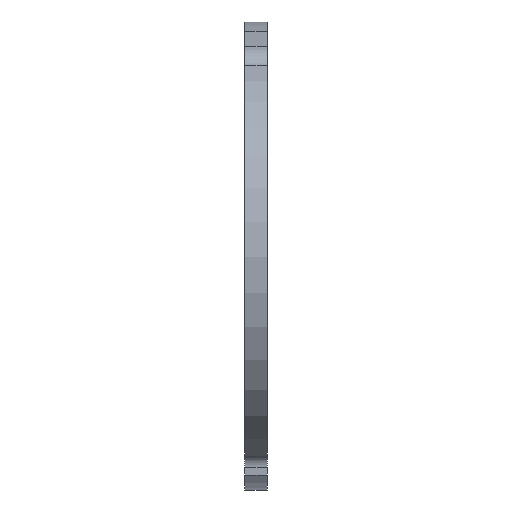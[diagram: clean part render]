
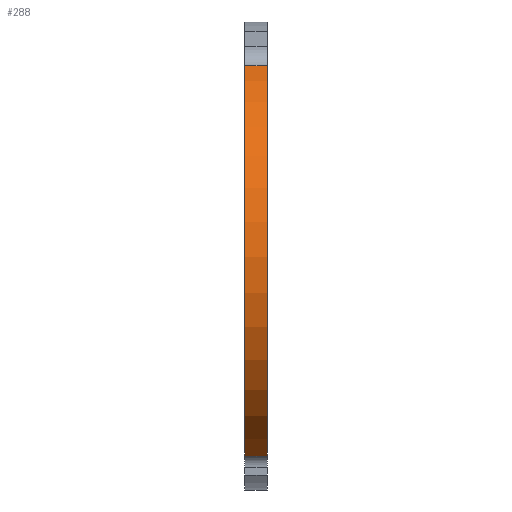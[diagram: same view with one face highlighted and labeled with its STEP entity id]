
A CAD part, left-side view. The second image highlights one B-rep face of the part: STEP entity #288.
In plain terms, the highlighted cylindrical face has radius 11.125 mm (diameter 22.25 mm), a partial arc.
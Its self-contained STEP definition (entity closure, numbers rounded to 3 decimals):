
#2 = EDGE_CURVE ( 'NONE', #65, #94, #339, .T. ) ;
#23 = VERTEX_POINT ( 'NONE', #530 ) ;
#32 = VERTEX_POINT ( 'NONE', #355 ) ;
#65 = VERTEX_POINT ( 'NONE', #461 ) ;
#94 = VERTEX_POINT ( 'NONE', #496 ) ;
#149 = EDGE_CURVE ( 'NONE', #32, #23, #678, .T. ) ;
#233 = EDGE_CURVE ( 'NONE', #94, #23, #613, .T. ) ;
#261 = ORIENTED_EDGE ( 'NONE', *, *, #2, .T. ) ;
#265 = ORIENTED_EDGE ( 'NONE', *, *, #149, .F. ) ;
#286 = EDGE_LOOP ( 'NONE', ( #287, #261, #291, #265 ) ) ;
#287 = ORIENTED_EDGE ( 'NONE', *, *, #294, .F. ) ;
#288 = ADVANCED_FACE ( 'NONE', ( #596 ), #602, .T. ) ;
#291 = ORIENTED_EDGE ( 'NONE', *, *, #233, .T. ) ;
#294 = EDGE_CURVE ( 'NONE', #65, #32, #587, .T. ) ;
#338 = AXIS2_PLACEMENT_3D ( 'NONE', #441, #440, #439 ) ;
#339 = CIRCLE ( 'NONE', #338, 11.125 ) ;
#355 = CARTESIAN_POINT ( 'NONE',  ( -4.113, 0., 9.962 ) ) ;
#439 = DIRECTION ( 'NONE',  ( 0., 0., 1. ) ) ;
#440 = DIRECTION ( 'NONE',  ( 0., -1., 0. ) ) ;
#441 = CARTESIAN_POINT ( 'NONE',  ( 0., 1.2, -0.375 ) ) ;
#461 = CARTESIAN_POINT ( 'NONE',  ( -4.113, 1.2, 9.962 ) ) ;
#496 = CARTESIAN_POINT ( 'NONE',  ( -4.669, 1.2, -10.473 ) ) ;
#530 = CARTESIAN_POINT ( 'NONE',  ( -4.669, 0., -10.473 ) ) ;
#577 = DIRECTION ( 'NONE',  ( 0., 0., 1. ) ) ;
#578 = DIRECTION ( 'NONE',  ( 0., -1., 0. ) ) ;
#579 = CARTESIAN_POINT ( 'NONE',  ( 0., 0., -0.375 ) ) ;
#583 = DIRECTION ( 'NONE',  ( 0., -1., 0. ) ) ;
#587 = LINE ( 'NONE', #590, #713 ) ;
#588 = DIRECTION ( 'NONE',  ( 0., 0., -1. ) ) ;
#589 = DIRECTION ( 'NONE',  ( 0., -1., 0. ) ) ;
#590 = CARTESIAN_POINT ( 'NONE',  ( -4.113, 43.854, 9.962 ) ) ;
#595 = CARTESIAN_POINT ( 'NONE',  ( 0., 43.854, -0.375 ) ) ;
#596 = FACE_OUTER_BOUND ( 'NONE', #286, .T. ) ;
#602 = CYLINDRICAL_SURFACE ( 'NONE', #717, 11.125 ) ;
#610 = DIRECTION ( 'NONE',  ( 0., -1., 0. ) ) ;
#611 = VECTOR ( 'NONE', #610, 1000. ) ;
#612 = CARTESIAN_POINT ( 'NONE',  ( -4.669, 43.854, -10.473 ) ) ;
#613 = LINE ( 'NONE', #612, #611 ) ;
#670 = AXIS2_PLACEMENT_3D ( 'NONE', #579, #578, #577 ) ;
#678 = CIRCLE ( 'NONE', #670, 11.125 ) ;
#713 = VECTOR ( 'NONE', #583, 1000. ) ;
#717 = AXIS2_PLACEMENT_3D ( 'NONE', #595, #589, #588 ) ;
